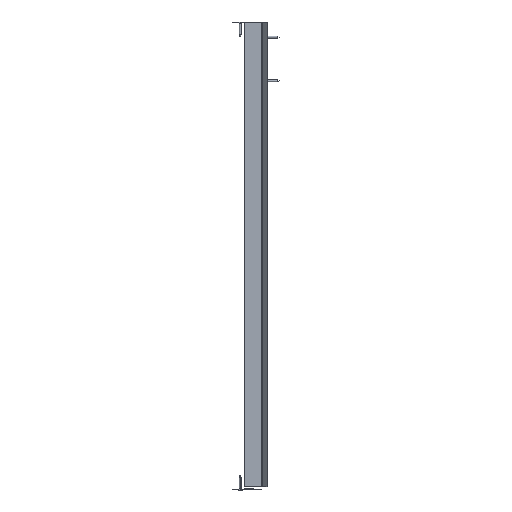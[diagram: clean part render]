
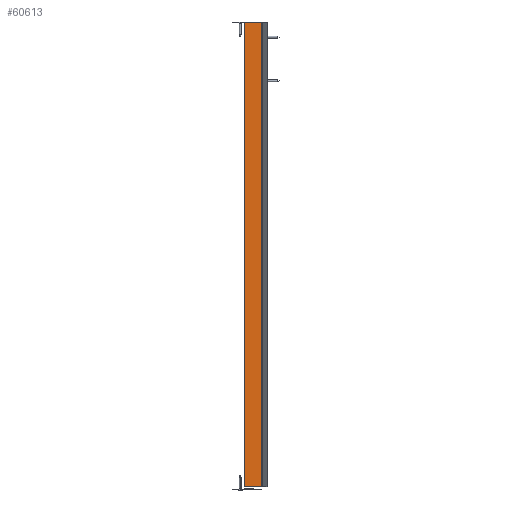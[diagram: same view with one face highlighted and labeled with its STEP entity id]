
A CAD part, left-side view. The second image highlights one B-rep face of the part: STEP entity #60613.
In plain terms, the highlighted planar face has unit normal (-1, 0.007, 0).
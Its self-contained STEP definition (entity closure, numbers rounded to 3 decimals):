
#2306 = VECTOR ( 'NONE', #41080, 1000. ) ;
#3020 = ORIENTED_EDGE ( 'NONE', *, *, #41878, .F. ) ;
#5493 = DIRECTION ( 'NONE',  ( 0.007, 1., 0. ) ) ;
#5828 = ORIENTED_EDGE ( 'NONE', *, *, #47150, .T. ) ;
#7066 = LINE ( 'NONE', #72796, #67690 ) ;
#9720 = CARTESIAN_POINT ( 'NONE',  ( -6.599, -29.843, -795. ) ) ;
#17081 = VERTEX_POINT ( 'NONE', #69498 ) ;
#19329 = LINE ( 'NONE', #71356, #2306 ) ;
#25351 = EDGE_CURVE ( 'NONE', #37322, #88919, #68040, .T. ) ;
#25773 = LINE ( 'NONE', #9720, #43696 ) ;
#32078 = DIRECTION ( 'NONE',  ( 0., 0., 1. ) ) ;
#37322 = VERTEX_POINT ( 'NONE', #87125 ) ;
#39932 = EDGE_CURVE ( 'NONE', #87063, #17081, #7066, .T. ) ;
#41080 = DIRECTION ( 'NONE',  ( 0.007, 1., 0. ) ) ;
#41878 = EDGE_CURVE ( 'NONE', #37322, #87063, #25773, .T. ) ;
#42981 = DIRECTION ( 'NONE',  ( 0., 0., 1. ) ) ;
#43696 = VECTOR ( 'NONE', #54609, 1000. ) ;
#45667 = AXIS2_PLACEMENT_3D ( 'NONE', #70296, #77855, #5493 ) ;
#46722 = CARTESIAN_POINT ( 'NONE',  ( -6.599, -29.843, -795. ) ) ;
#47150 = EDGE_CURVE ( 'NONE', #88919, #17081, #19329, .T. ) ;
#48971 = FACE_OUTER_BOUND ( 'NONE', #50584, .T. ) ;
#50584 = EDGE_LOOP ( 'NONE', ( #5828, #86559, #3020, #51725 ) ) ;
#51725 = ORIENTED_EDGE ( 'NONE', *, *, #25351, .T. ) ;
#53999 = CARTESIAN_POINT ( 'NONE',  ( -6.599, -29.843, 0. ) ) ;
#54609 = DIRECTION ( 'NONE',  ( 0.007, 1., 0. ) ) ;
#60081 = CARTESIAN_POINT ( 'NONE',  ( -6.4, -0.695, -795. ) ) ;
#60613 = ADVANCED_FACE ( 'NONE', ( #48971 ), #76913, .F. ) ;
#61071 = VECTOR ( 'NONE', #32078, 1000. ) ;
#67690 = VECTOR ( 'NONE', #42981, 1000. ) ;
#68040 = LINE ( 'NONE', #46722, #61071 ) ;
#69498 = CARTESIAN_POINT ( 'NONE',  ( -6.4, -0.695, 0. ) ) ;
#70296 = CARTESIAN_POINT ( 'NONE',  ( -6.599, -29.843, -795. ) ) ;
#71356 = CARTESIAN_POINT ( 'NONE',  ( -6.599, -29.843, 0. ) ) ;
#72796 = CARTESIAN_POINT ( 'NONE',  ( -6.4, -0.695, -795. ) ) ;
#76913 = PLANE ( 'NONE',  #45667 ) ;
#77855 = DIRECTION ( 'NONE',  ( 1., -0.007, 0. ) ) ;
#86559 = ORIENTED_EDGE ( 'NONE', *, *, #39932, .F. ) ;
#87063 = VERTEX_POINT ( 'NONE', #60081 ) ;
#87125 = CARTESIAN_POINT ( 'NONE',  ( -6.599, -29.843, -795. ) ) ;
#88919 = VERTEX_POINT ( 'NONE', #53999 ) ;
